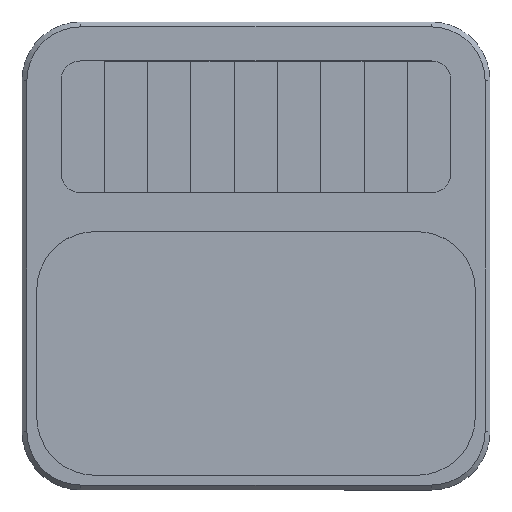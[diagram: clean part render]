
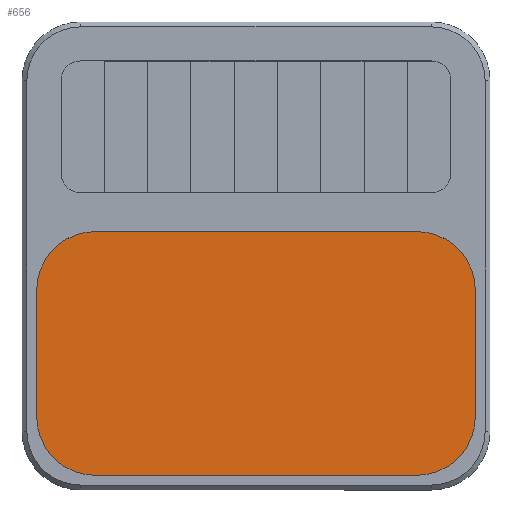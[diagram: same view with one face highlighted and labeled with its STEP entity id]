
A CAD part, top view. The second image highlights one B-rep face of the part: STEP entity #656.
In plain terms, the highlighted planar face has unit normal (0, 0, 1).
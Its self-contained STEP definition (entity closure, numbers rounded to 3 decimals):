
#11 = VERTEX_POINT ( 'NONE', #52 ) ;
#23 = DIRECTION ( 'NONE',  ( 1., 0., 0. ) ) ;
#28 = EDGE_CURVE ( 'NONE', #11, #180, #504, .T. ) ;
#39 = VECTOR ( 'NONE', #464, 1000. ) ;
#52 = CARTESIAN_POINT ( 'NONE',  ( 11.25, -1.75, 1.6 ) ) ;
#80 = CARTESIAN_POINT ( 'NONE',  ( -8.25, 1.25, 1.6 ) ) ;
#81 = CIRCLE ( 'NONE', #323, 3. ) ;
#112 = EDGE_CURVE ( 'NONE', #1660, #11, #480, .T. ) ;
#125 = LINE ( 'NONE', #1068, #780 ) ;
#180 = VERTEX_POINT ( 'NONE', #1110 ) ;
#193 = CARTESIAN_POINT ( 'NONE',  ( -8.25, -1.75, 1.6 ) ) ;
#257 = DIRECTION ( 'NONE',  ( 0., 0., 1. ) ) ;
#280 = ORIENTED_EDGE ( 'NONE', *, *, #28, .T. ) ;
#323 = AXIS2_PLACEMENT_3D ( 'NONE', #1503, #257, #815 ) ;
#330 = VECTOR ( 'NONE', #1677, 1000. ) ;
#331 = EDGE_CURVE ( 'NONE', #1469, #826, #1700, .T. ) ;
#349 = EDGE_CURVE ( 'NONE', #180, #1705, #577, .T. ) ;
#355 = ORIENTED_EDGE ( 'NONE', *, *, #112, .T. ) ;
#361 = ORIENTED_EDGE ( 'NONE', *, *, #349, .T. ) ;
#433 = EDGE_LOOP ( 'NONE', ( #1107, #800, #1534, #355, #280, #361, #1463, #1650 ) ) ;
#436 = CARTESIAN_POINT ( 'NONE',  ( 11.25, -8.25, 1.6 ) ) ;
#464 = DIRECTION ( 'NONE',  ( 0., 1., 0. ) ) ;
#480 = LINE ( 'NONE', #1166, #39 ) ;
#495 = AXIS2_PLACEMENT_3D ( 'NONE', #193, #579, #1702 ) ;
#504 = CIRCLE ( 'NONE', #1030, 3. ) ;
#512 = CARTESIAN_POINT ( 'NONE',  ( -8.25, -8.25, 1.6 ) ) ;
#577 = LINE ( 'NONE', #1133, #330 ) ;
#579 = DIRECTION ( 'NONE',  ( 0., 0., 1. ) ) ;
#604 = EDGE_CURVE ( 'NONE', #826, #1226, #1476, .T. ) ;
#656 = ADVANCED_FACE ( 'NONE', ( #963 ), #1520, .T. ) ;
#682 = EDGE_CURVE ( 'NONE', #1226, #834, #125, .T. ) ;
#692 = DIRECTION ( 'NONE',  ( 0., 0., 1. ) ) ;
#780 = VECTOR ( 'NONE', #1654, 1000. ) ;
#791 = DIRECTION ( 'NONE',  ( 0., 0., 1. ) ) ;
#800 = ORIENTED_EDGE ( 'NONE', *, *, #682, .T. ) ;
#815 = DIRECTION ( 'NONE',  ( 1., 0., 0. ) ) ;
#823 = CARTESIAN_POINT ( 'NONE',  ( -8.25, -11.25, 1.6 ) ) ;
#826 = VERTEX_POINT ( 'NONE', #1008 ) ;
#834 = VERTEX_POINT ( 'NONE', #1137 ) ;
#839 = CARTESIAN_POINT ( 'NONE',  ( -11.25, -8.25, 1.6 ) ) ;
#963 = FACE_OUTER_BOUND ( 'NONE', #433, .T. ) ;
#991 = CARTESIAN_POINT ( 'NONE',  ( 8.25, -1.75, 1.6 ) ) ;
#999 = VECTOR ( 'NONE', #1248, 1000. ) ;
#1008 = CARTESIAN_POINT ( 'NONE',  ( -11.25, -8.25, 1.6 ) ) ;
#1030 = AXIS2_PLACEMENT_3D ( 'NONE', #991, #1547, #23 ) ;
#1068 = CARTESIAN_POINT ( 'NONE',  ( -8.25, -11.25, 1.6 ) ) ;
#1107 = ORIENTED_EDGE ( 'NONE', *, *, #604, .T. ) ;
#1110 = CARTESIAN_POINT ( 'NONE',  ( 8.25, 1.25, 1.6 ) ) ;
#1133 = CARTESIAN_POINT ( 'NONE',  ( -8.25, 1.25, 1.6 ) ) ;
#1137 = CARTESIAN_POINT ( 'NONE',  ( 8.25, -11.25, 1.6 ) ) ;
#1166 = CARTESIAN_POINT ( 'NONE',  ( 11.25, -8.25, 1.6 ) ) ;
#1183 = CARTESIAN_POINT ( 'NONE',  ( -11.25, -1.75, 1.6 ) ) ;
#1191 = CIRCLE ( 'NONE', #495, 3. ) ;
#1194 = EDGE_CURVE ( 'NONE', #834, #1660, #81, .T. ) ;
#1201 = DIRECTION ( 'NONE',  ( 1., 0., 0. ) ) ;
#1226 = VERTEX_POINT ( 'NONE', #823 ) ;
#1248 = DIRECTION ( 'NONE',  ( 0., -1., 0. ) ) ;
#1251 = EDGE_CURVE ( 'NONE', #1705, #1469, #1191, .T. ) ;
#1308 = AXIS2_PLACEMENT_3D ( 'NONE', #1625, #791, #1201 ) ;
#1463 = ORIENTED_EDGE ( 'NONE', *, *, #1251, .T. ) ;
#1469 = VERTEX_POINT ( 'NONE', #1183 ) ;
#1476 = CIRCLE ( 'NONE', #1308, 3. ) ;
#1503 = CARTESIAN_POINT ( 'NONE',  ( 8.25, -8.25, 1.6 ) ) ;
#1520 = PLANE ( 'NONE',  #1682 ) ;
#1534 = ORIENTED_EDGE ( 'NONE', *, *, #1194, .T. ) ;
#1547 = DIRECTION ( 'NONE',  ( 0., 0., 1. ) ) ;
#1625 = CARTESIAN_POINT ( 'NONE',  ( -8.25, -8.25, 1.6 ) ) ;
#1628 = DIRECTION ( 'NONE',  ( 1., 0., 0. ) ) ;
#1650 = ORIENTED_EDGE ( 'NONE', *, *, #331, .T. ) ;
#1654 = DIRECTION ( 'NONE',  ( 1., 0., 0. ) ) ;
#1660 = VERTEX_POINT ( 'NONE', #436 ) ;
#1677 = DIRECTION ( 'NONE',  ( -1., 0., 0. ) ) ;
#1682 = AXIS2_PLACEMENT_3D ( 'NONE', #512, #692, #1628 ) ;
#1700 = LINE ( 'NONE', #839, #999 ) ;
#1702 = DIRECTION ( 'NONE',  ( 1., 0., 0. ) ) ;
#1705 = VERTEX_POINT ( 'NONE', #80 ) ;
